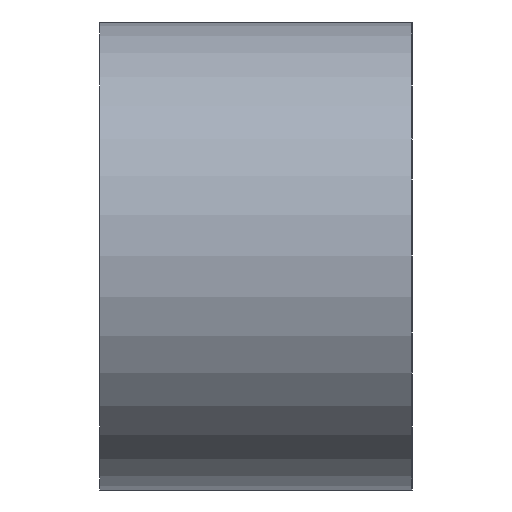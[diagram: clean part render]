
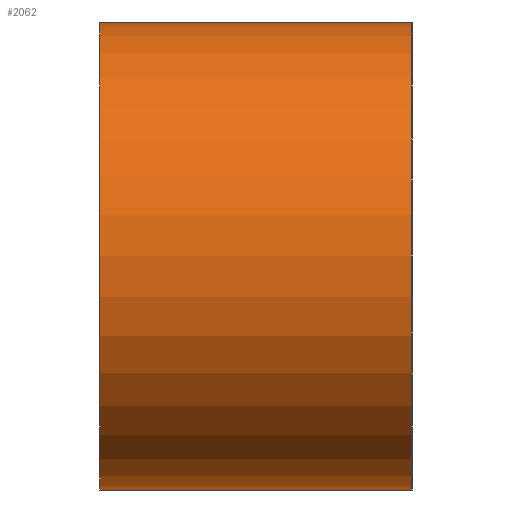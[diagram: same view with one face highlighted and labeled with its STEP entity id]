
A CAD part, left-side view. The second image highlights one B-rep face of the part: STEP entity #2062.
In plain terms, the highlighted cylindrical face has radius 4.763 mm (diameter 9.525 mm), a partial arc.
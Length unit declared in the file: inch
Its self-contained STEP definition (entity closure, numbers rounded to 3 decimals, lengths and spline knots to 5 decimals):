
#13 = FACE_OUTER_BOUND ( 'NONE', #287, .T. ) ;
#126 = DIRECTION ( 'NONE',  ( 0., -1., 0. ) ) ;
#179 = AXIS2_PLACEMENT_3D ( 'NONE', #1854, #732, #532 ) ;
#230 = DIRECTION ( 'NONE',  ( 0., 1., 0. ) ) ;
#284 = ORIENTED_EDGE ( 'NONE', *, *, #1796, .F. ) ;
#287 = EDGE_LOOP ( 'NONE', ( #1984, #284, #1753, #1821 ) ) ;
#444 = VECTOR ( 'NONE', #468, 39.37008 ) ;
#468 = DIRECTION ( 'NONE',  ( 0., -1., 0. ) ) ;
#532 = DIRECTION ( 'NONE',  ( 0., 0., -1. ) ) ;
#732 = DIRECTION ( 'NONE',  ( 0., -1., 0. ) ) ;
#808 = CARTESIAN_POINT ( 'NONE',  ( 0., 0.25, -0.375 ) ) ;
#810 = CIRCLE ( 'NONE', #922, 0.1875 ) ;
#915 = DIRECTION ( 'NONE',  ( 0., 1., 0. ) ) ;
#922 = AXIS2_PLACEMENT_3D ( 'NONE', #1374, #230, #1563 ) ;
#988 = VERTEX_POINT ( 'NONE', #1856 ) ;
#1037 = LINE ( 'NONE', #1464, #1541 ) ;
#1374 = CARTESIAN_POINT ( 'NONE',  ( 0., 0.25, -0.1875 ) ) ;
#1389 = CARTESIAN_POINT ( 'NONE',  ( 0., 0.25, 0. ) ) ;
#1418 = CYLINDRICAL_SURFACE ( 'NONE', #179, 0.1875 ) ;
#1446 = VERTEX_POINT ( 'NONE', #1618 ) ;
#1464 = CARTESIAN_POINT ( 'NONE',  ( 0., 0.25, -0.375 ) ) ;
#1540 = CIRCLE ( 'NONE', #1876, 0.1875 ) ;
#1541 = VECTOR ( 'NONE', #126, 39.37008 ) ;
#1547 = EDGE_CURVE ( 'NONE', #2327, #988, #1037, .T. ) ;
#1563 = DIRECTION ( 'NONE',  ( 0., 0., 1. ) ) ;
#1601 = CARTESIAN_POINT ( 'NONE',  ( 0., 0.25, 0. ) ) ;
#1618 = CARTESIAN_POINT ( 'NONE',  ( 0., 0., 0. ) ) ;
#1678 = EDGE_CURVE ( 'NONE', #2327, #2391, #810, .T. ) ;
#1753 = ORIENTED_EDGE ( 'NONE', *, *, #1678, .F. ) ;
#1796 = EDGE_CURVE ( 'NONE', #2391, #1446, #1943, .T. ) ;
#1821 = ORIENTED_EDGE ( 'NONE', *, *, #1547, .T. ) ;
#1854 = CARTESIAN_POINT ( 'NONE',  ( 0., 0.25, -0.1875 ) ) ;
#1856 = CARTESIAN_POINT ( 'NONE',  ( 0., 0., -0.375 ) ) ;
#1876 = AXIS2_PLACEMENT_3D ( 'NONE', #2017, #915, #2205 ) ;
#1943 = LINE ( 'NONE', #1601, #444 ) ;
#1984 = ORIENTED_EDGE ( 'NONE', *, *, #2039, .T. ) ;
#2017 = CARTESIAN_POINT ( 'NONE',  ( 0., 0., -0.1875 ) ) ;
#2039 = EDGE_CURVE ( 'NONE', #988, #1446, #1540, .T. ) ;
#2062 = ADVANCED_FACE ( 'NONE', ( #13 ), #1418, .T. ) ;
#2205 = DIRECTION ( 'NONE',  ( 0., 0., 1. ) ) ;
#2327 = VERTEX_POINT ( 'NONE', #808 ) ;
#2391 = VERTEX_POINT ( 'NONE', #1389 ) ;
